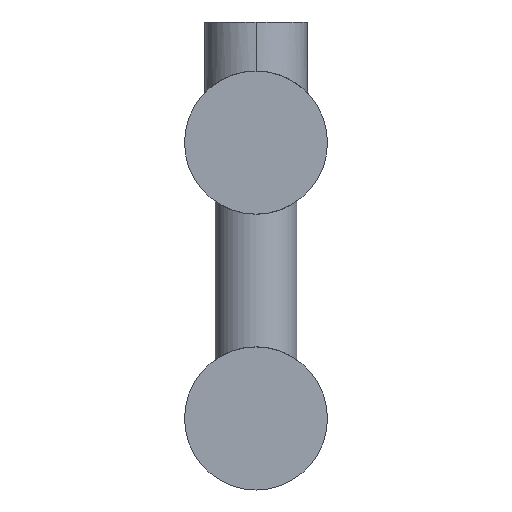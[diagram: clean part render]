
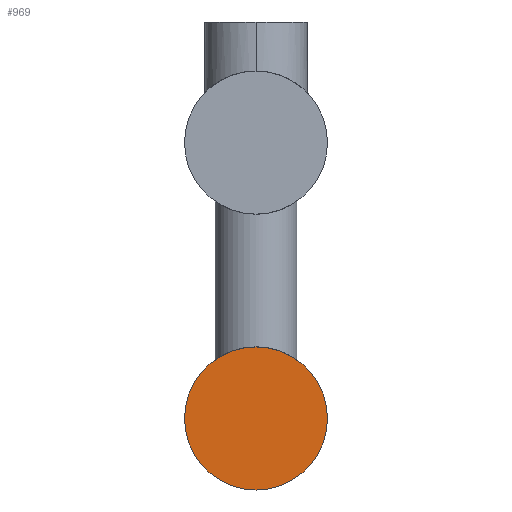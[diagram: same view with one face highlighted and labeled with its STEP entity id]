
A CAD part, front view. The second image highlights one B-rep face of the part: STEP entity #969.
In plain terms, the highlighted planar face has unit normal (0, -1, 0).
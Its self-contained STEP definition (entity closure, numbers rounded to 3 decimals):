
#103 = CARTESIAN_POINT ( 'NONE',  ( 0., -20., -27. ) ) ;
#155 = ORIENTED_EDGE ( 'NONE', *, *, #643, .F. ) ;
#243 = DIRECTION ( 'NONE',  ( 0., 1., 0. ) ) ;
#293 = DIRECTION ( 'NONE',  ( 0., 1., 0. ) ) ;
#439 = DIRECTION ( 'NONE',  ( 0., 0., 1. ) ) ;
#508 = PLANE ( 'NONE',  #650 ) ;
#555 = FACE_OUTER_BOUND ( 'NONE', #1091, .T. ) ;
#574 = DIRECTION ( 'NONE',  ( 0., 0., 1. ) ) ;
#636 = CIRCLE ( 'NONE', #1298, 7. ) ;
#643 = EDGE_CURVE ( 'NONE', #1064, #1323, #761, .T. ) ;
#650 = AXIS2_PLACEMENT_3D ( 'NONE', #970, #293, #959 ) ;
#703 = CARTESIAN_POINT ( 'NONE',  ( 0., -20., -27. ) ) ;
#761 = CIRCLE ( 'NONE', #1133, 7. ) ;
#900 = DIRECTION ( 'NONE',  ( 0., 1., 0. ) ) ;
#959 = DIRECTION ( 'NONE',  ( 0., 0., 1. ) ) ;
#969 = ADVANCED_FACE ( 'NONE', ( #555 ), #508, .F. ) ;
#970 = CARTESIAN_POINT ( 'NONE',  ( 0., -20., -27. ) ) ;
#1036 = CARTESIAN_POINT ( 'NONE',  ( 0., -20., -20. ) ) ;
#1064 = VERTEX_POINT ( 'NONE', #1406 ) ;
#1091 = EDGE_LOOP ( 'NONE', ( #1148, #155 ) ) ;
#1094 = EDGE_CURVE ( 'NONE', #1323, #1064, #636, .T. ) ;
#1133 = AXIS2_PLACEMENT_3D ( 'NONE', #703, #243, #574 ) ;
#1148 = ORIENTED_EDGE ( 'NONE', *, *, #1094, .F. ) ;
#1298 = AXIS2_PLACEMENT_3D ( 'NONE', #103, #900, #439 ) ;
#1323 = VERTEX_POINT ( 'NONE', #1036 ) ;
#1406 = CARTESIAN_POINT ( 'NONE',  ( 0., -20., -34. ) ) ;
